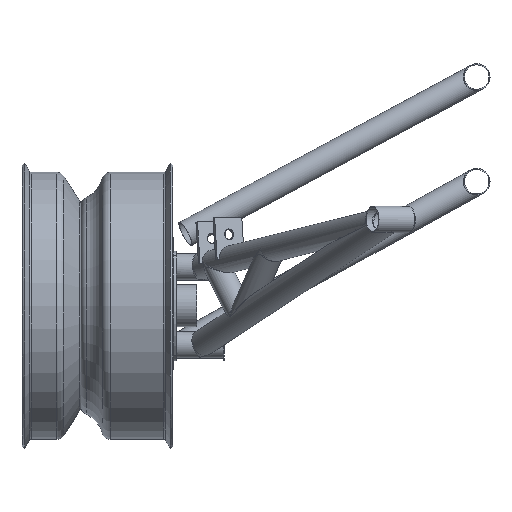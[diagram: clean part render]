
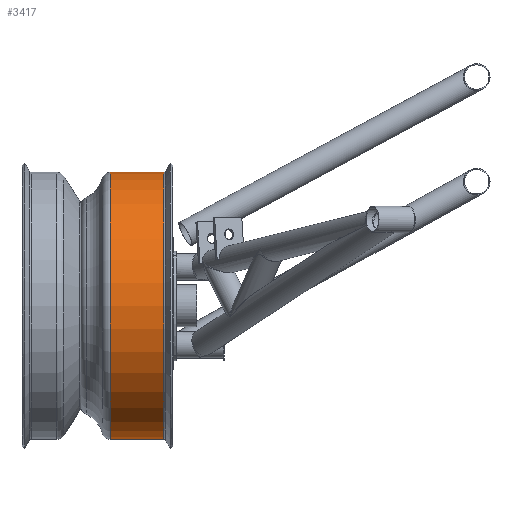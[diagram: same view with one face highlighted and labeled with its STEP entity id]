
A CAD part, left-side view. The second image highlights one B-rep face of the part: STEP entity #3417.
In plain terms, the highlighted cylindrical face has radius 127.675 mm (diameter 255.35 mm), a full revolution.
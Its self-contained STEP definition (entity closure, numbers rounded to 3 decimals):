
#276=CYLINDRICAL_SURFACE('',#3718,127.675);
#386=LINE('',#5429,#589);
#589=VECTOR('',#4247,127.675);
#807=FACE_OUTER_BOUND('',#1009,.T.);
#1009=EDGE_LOOP('',(#2399,#2400,#2401,#2402,#2403,#2404));
#1281=CIRCLE('',#3713,127.675);
#1283=CIRCLE('',#3715,127.675);
#1285=CIRCLE('',#3719,127.675);
#1286=CIRCLE('',#3720,127.675);
#1521=VERTEX_POINT('',#5416);
#1522=VERTEX_POINT('',#5417);
#1524=VERTEX_POINT('',#5426);
#1525=VERTEX_POINT('',#5427);
#1866=EDGE_CURVE('',#1521,#1522,#1281,.F.);
#1868=EDGE_CURVE('',#1522,#1521,#1283,.F.);
#1871=EDGE_CURVE('',#1524,#1525,#1285,.T.);
#1872=EDGE_CURVE('',#1525,#1521,#386,.T.);
#1873=EDGE_CURVE('',#1525,#1524,#1286,.T.);
#2399=ORIENTED_EDGE('',*,*,#1871,.T.);
#2400=ORIENTED_EDGE('',*,*,#1872,.T.);
#2401=ORIENTED_EDGE('',*,*,#1868,.F.);
#2402=ORIENTED_EDGE('',*,*,#1866,.F.);
#2403=ORIENTED_EDGE('',*,*,#1872,.F.);
#2404=ORIENTED_EDGE('',*,*,#1873,.T.);
#3417=ADVANCED_FACE('',(#807),#276,.T.);
#3713=AXIS2_PLACEMENT_3D('',#5418,#4232,#4233);
#3715=AXIS2_PLACEMENT_3D('',#5420,#4236,#4237);
#3718=AXIS2_PLACEMENT_3D('',#5425,#4243,#4244);
#3719=AXIS2_PLACEMENT_3D('',#5428,#4245,#4246);
#3720=AXIS2_PLACEMENT_3D('',#5430,#4248,#4249);
#4232=DIRECTION('center_axis',(-1.,0.,0.));
#4233=DIRECTION('ref_axis',(0.,0.,1.));
#4236=DIRECTION('center_axis',(-1.,0.,0.));
#4237=DIRECTION('ref_axis',(0.,0.,1.));
#4243=DIRECTION('center_axis',(-1.,0.,0.));
#4244=DIRECTION('ref_axis',(0.,-1.,0.));
#4245=DIRECTION('center_axis',(1.,0.,0.));
#4246=DIRECTION('ref_axis',(0.,1.,0.));
#4247=DIRECTION('',(1.,0.,0.));
#4248=DIRECTION('center_axis',(1.,0.,0.));
#4249=DIRECTION('ref_axis',(0.,1.,0.));
#5416=CARTESIAN_POINT('',(-12.3,127.675,0.));
#5417=CARTESIAN_POINT('',(-12.3,0.,-127.675));
#5418=CARTESIAN_POINT('Origin',(-12.3,0.,0.));
#5420=CARTESIAN_POINT('Origin',(-12.3,0.,0.));
#5425=CARTESIAN_POINT('Origin',(-12.3,0.,0.));
#5426=CARTESIAN_POINT('',(-63.5,0.,-127.675));
#5427=CARTESIAN_POINT('',(-63.5,127.675,0.));
#5428=CARTESIAN_POINT('Origin',(-63.5,0.,0.));
#5429=CARTESIAN_POINT('',(-12.3,127.675,0.));
#5430=CARTESIAN_POINT('Origin',(-63.5,0.,0.));
